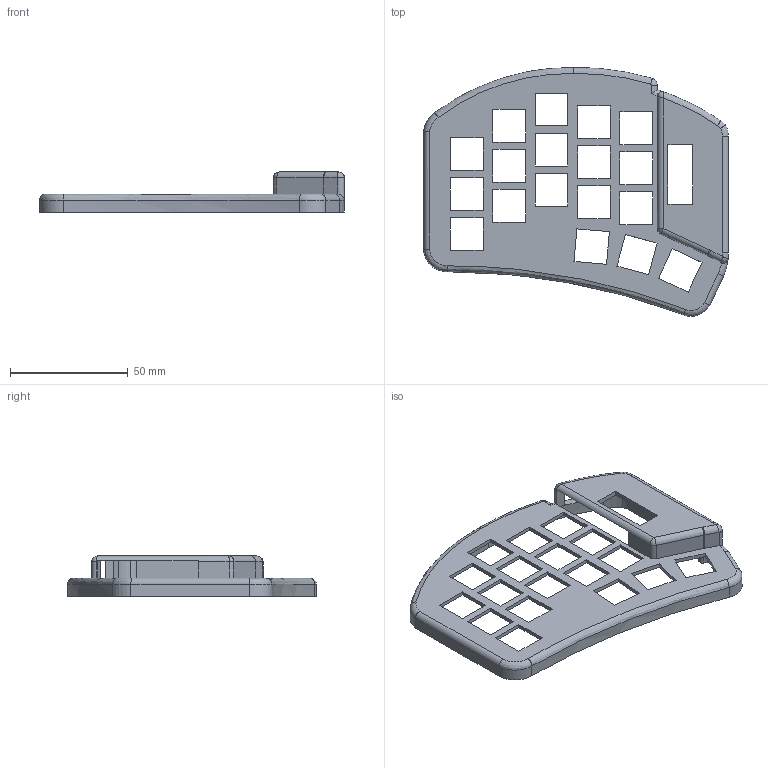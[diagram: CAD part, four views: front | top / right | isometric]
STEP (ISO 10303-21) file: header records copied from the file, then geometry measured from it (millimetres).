
FILE_DESCRIPTION(/* description */ (''),/* implementation_level */ '2;1');
FILE_NAME(/* name */ 'swweeep-body-covered-widecover-left.step',/* time_stamp */ '2022-11-04T20:29:15-07:00',/* author */ (''),/* organization */ (''),/* preprocessor_version */ 'ST-DEVELOPER v19.2',/* originating_system */ 'Autodesk Translation Framework v11.17.0.187',/* authorisation */ '');
FILE_SCHEMA (('AUTOMOTIVE_DESIGN { 1 0 10303 214 3 1 1 }'));
Length unit declared in the file: millimetre
Products named in the file (1): FusionComponent
Bounding box: 129.55 x 105.69 x 17 mm (x, y, z)
Volume: 28703.4 mm3; surface area: 23881.3 mm2
Topology: 1 solids, 1 shells, 172 faces, 471 edges, 301 vertices
Faces by surface type: plane 114, cylinder 29, bspline 21, torus 8
Full cylindrical faces by diameter (mm): 3.5 x6
Entity records: 6281 total; most frequent: CARTESIAN_POINT 1933, ORIENTED_EDGE 938, DIRECTION 787, EDGE_CURVE 469, LINE 351, VECTOR 351, VERTEX_POINT 301, EDGE_LOOP 218
